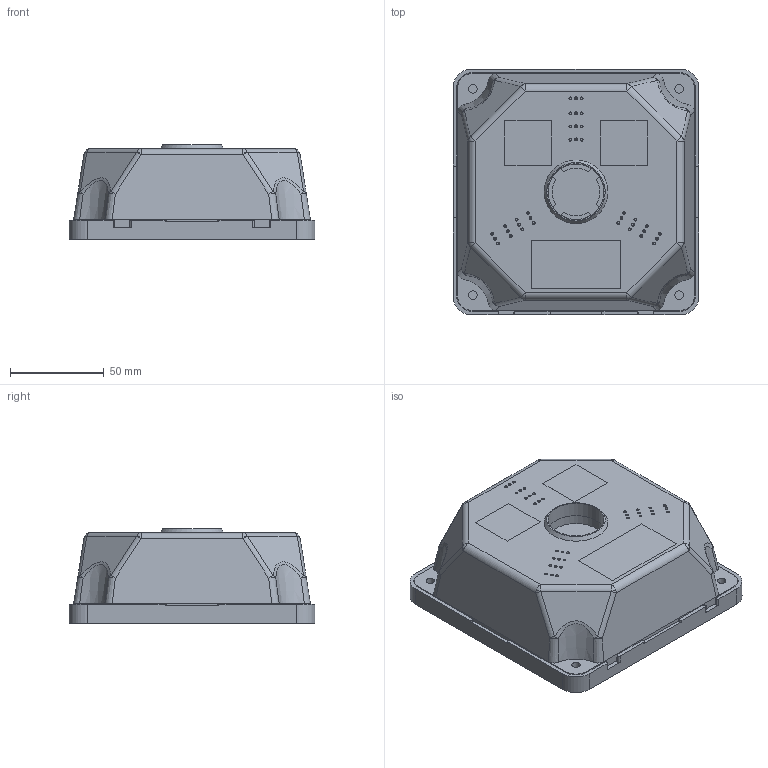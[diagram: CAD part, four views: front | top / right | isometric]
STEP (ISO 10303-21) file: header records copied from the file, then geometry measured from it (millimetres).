
FILE_DESCRIPTION(('STEP AP203'), '1');
FILE_NAME('栖闉罻', '', ('UNSPECIFIED'), ('UNSPECIFIED'), 'ASCON STEP Converter 1.6', 'ASCON Math Kernel', '');
FILE_SCHEMA(('CONFIG_CONTROL_DESIGN'));
Length unit declared in the file: millimetre
Products named in the file (3): -02
Assembly tree (2 placements, depth 2):
  -02
    (unnamed)
    (unnamed)
Bounding box: 131.2 x 131.2 x 50.4 mm (x, y, z)
Volume: 266532.4 mm3; surface area: 114143.5 mm2
Topology: 2 solids, 2 shells, 583 faces, 1433 edges, 886 vertices
Faces by surface type: plane 271, cylinder 114, cone 96, bspline 50, torus 44, sphere 8
Full cylindrical faces by diameter (mm): 3.5 x8, 4.5 x4, 30 x2
Entity records: 22839 total; most frequent: CARTESIAN_POINT 9847, ORIENTED_EDGE 2643, DIRECTION 2517, EDGE_CURVE 1322, AXIS2_PLACEMENT_3D 941, VERTEX_POINT 886, EDGE_LOOP 745, LINE 635
